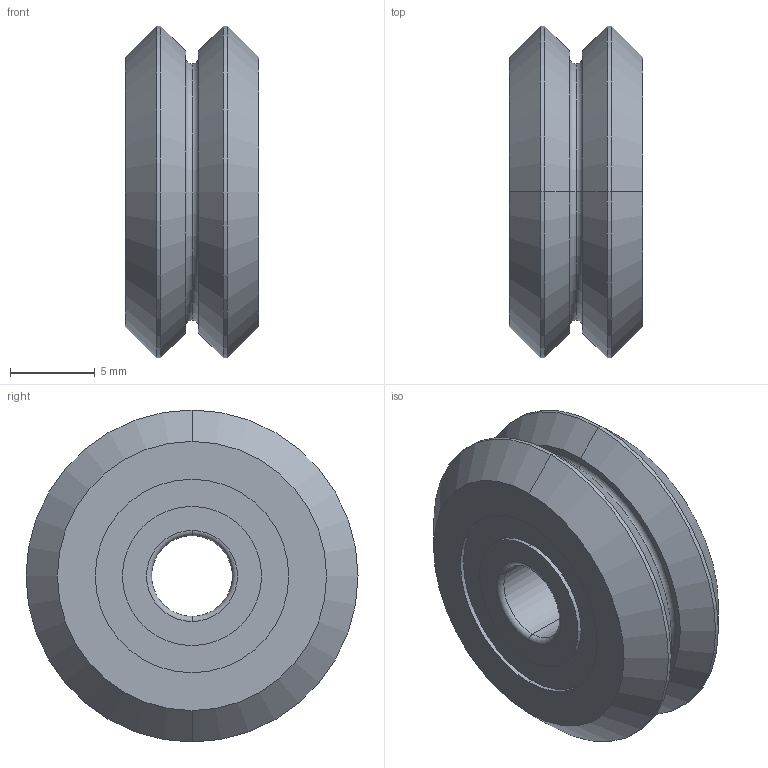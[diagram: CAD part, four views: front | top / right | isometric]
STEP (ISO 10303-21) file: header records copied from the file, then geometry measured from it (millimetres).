
FILE_DESCRIPTION (( 'STEP AP214' ), '1' );
FILE_NAME ('CRT_4DD83FC95B.step', '2021-12-02T15:46:21', ( '' ), ( '' ), 'SwSTEP 2.0', 'SolidWorks 2019', '' );
FILE_SCHEMA (( 'AUTOMOTIVE_DESIGN' ));
Length unit declared in the file: inch
Products named in the file (3): CRT_4DD83FC95B; imDN3QWQ6d_CADModel_0
Assembly tree (1 placements, depth 2):
  CRT_4DD83FC95B
    imDN3QWQ6d_CADModel_0
  imDN3QWQ6d_CADModel_0
Bounding box: 7.86 x 19.56 x 19.56 mm (x, y, z)
Volume: 1783.6 mm3; surface area: 1156.8 mm2
Topology: 1 solids, 1 shells, 38 faces, 76 edges, 46 vertices
Faces by surface type: cylinder 14, torus 8, cone 8, plane 8
Entity records: 1589 total; most frequent: DIRECTION 216, CARTESIAN_POINT 165, ORIENTED_EDGE 152, AXIS2_PLACEMENT_3D 97, EDGE_CURVE 76, CIRCLE 54, EDGE_LOOP 46, VERTEX_POINT 46
